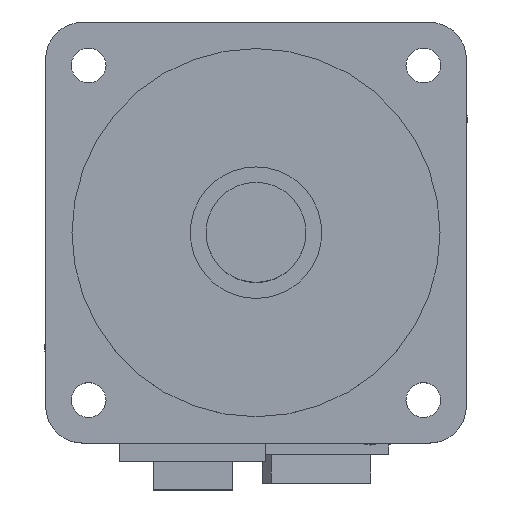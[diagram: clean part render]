
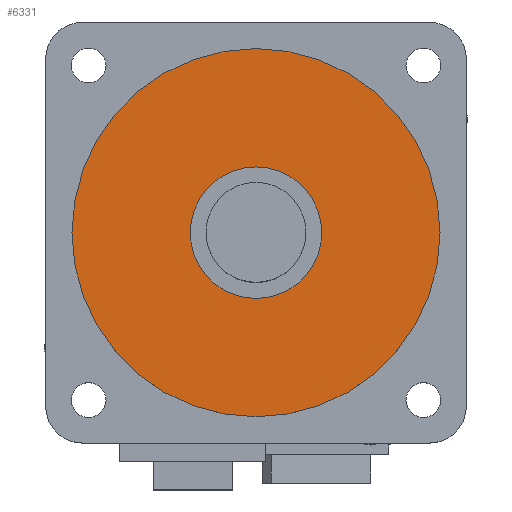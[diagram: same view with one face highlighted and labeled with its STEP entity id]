
A CAD part, top view. The second image highlights one B-rep face of the part: STEP entity #6331.
In plain terms, the highlighted planar face has unit normal (0, 0, 1).
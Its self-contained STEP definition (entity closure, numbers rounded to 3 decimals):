
#2277=CARTESIAN_POINT('',(0.,0.,3.));
#2278=DIRECTION('',(0.,0.,-1.));
#2279=DIRECTION('',(1.,0.,0.));
#2280=AXIS2_PLACEMENT_3D('',#2277,#2278,#2279);
#2282=CARTESIAN_POINT('',(0.,0.,3.));
#2283=DIRECTION('',(0.,0.,-1.));
#2284=DIRECTION('',(-1.,0.,0.));
#2285=AXIS2_PLACEMENT_3D('',#2282,#2283,#2284);
#2287=CARTESIAN_POINT('',(0.,0.,3.));
#2288=DIRECTION('',(0.,0.,1.));
#2289=DIRECTION('',(1.,0.,0.));
#2290=AXIS2_PLACEMENT_3D('',#2287,#2288,#2289);
#2292=CARTESIAN_POINT('',(0.,0.,3.));
#2293=DIRECTION('',(0.,0.,1.));
#2294=DIRECTION('',(-1.,0.,0.));
#2295=AXIS2_PLACEMENT_3D('',#2292,#2293,#2294);
#2568=CARTESIAN_POINT('',(35.,0.,3.));
#2569=VERTEX_POINT('',#2568);
#2570=CARTESIAN_POINT('',(-35.,0.,3.));
#2571=VERTEX_POINT('',#2570);
#3076=CARTESIAN_POINT('',(12.5,0.,3.));
#3077=CARTESIAN_POINT('',(-12.5,0.,3.));
#3078=VERTEX_POINT('',#3076);
#3079=VERTEX_POINT('',#3077);
#6315=CARTESIAN_POINT('',(0.,0.,3.));
#6316=DIRECTION('',(0.,0.,1.));
#6317=DIRECTION('',(1.,0.,0.));
#6318=AXIS2_PLACEMENT_3D('',#6315,#6316,#6317);
#6319=PLANE('',#6318);
#6320=ORIENTED_EDGE('',*,*,#6305,.T.);
#6322=ORIENTED_EDGE('',*,*,#6321,.T.);
#6323=EDGE_LOOP('',(#6320,#6322));
#6324=FACE_OUTER_BOUND('',#6323,.F.);
#6326=ORIENTED_EDGE('',*,*,#6325,.T.);
#6328=ORIENTED_EDGE('',*,*,#6327,.T.);
#6329=EDGE_LOOP('',(#6326,#6328));
#6330=FACE_BOUND('',#6329,.F.);
#6331=ADVANCED_FACE('',(#6324,#6330),#6319,.T.);
#2281=CIRCLE('',#2280,35.);
#2286=CIRCLE('',#2285,35.);
#2291=CIRCLE('',#2290,12.5);
#2296=CIRCLE('',#2295,12.5);
#6305=EDGE_CURVE('',#2569,#2571,#2281,.T.);
#6321=EDGE_CURVE('',#2571,#2569,#2286,.T.);
#6325=EDGE_CURVE('',#3078,#3079,#2291,.T.);
#6327=EDGE_CURVE('',#3079,#3078,#2296,.T.);
